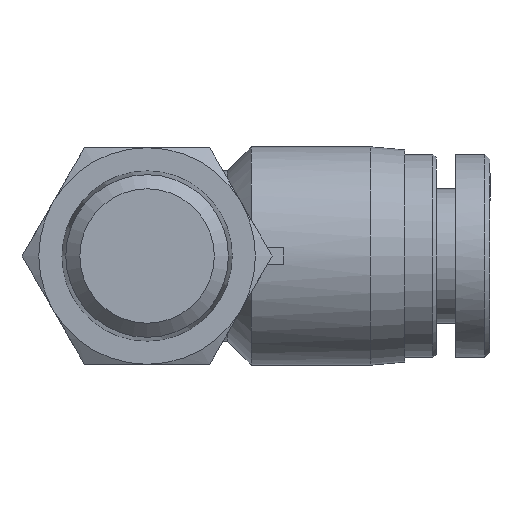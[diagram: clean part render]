
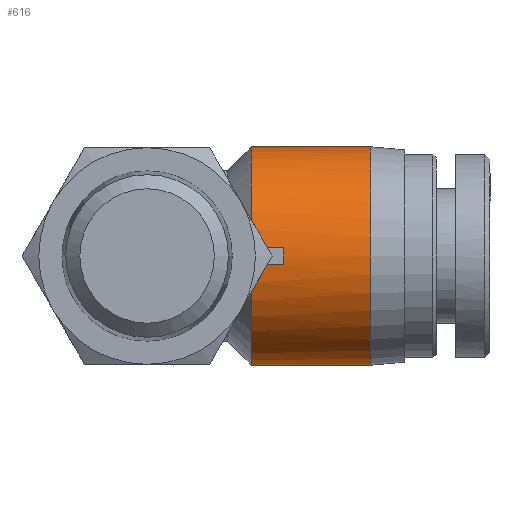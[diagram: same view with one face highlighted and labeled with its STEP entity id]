
A CAD part, front view. The second image highlights one B-rep face of the part: STEP entity #616.
In plain terms, the highlighted cylindrical face has radius 6.4 mm (diameter 12.8 mm), a full revolution.
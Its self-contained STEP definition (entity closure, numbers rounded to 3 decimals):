
#159=CARTESIAN_POINT('',(6.1,-6.38,-0.5));
#160=VERTEX_POINT('',#159);
#174=CARTESIAN_POINT('',(8.,-6.38,-0.5));
#175=VERTEX_POINT('',#174);
#176=CARTESIAN_POINT('',(8.,-6.38,-0.5));
#177=DIRECTION('',(-1.0,0.0,0.0));
#178=VECTOR('',#177,1.9);
#179=LINE('',#176,#178);
#180=EDGE_CURVE('',#175,#160,#179,.T.);
#245=CARTESIAN_POINT('',(8.,-6.38,0.5));
#246=VERTEX_POINT('',#245);
#247=CARTESIAN_POINT('',(8.,-6.4,0.0));
#248=VERTEX_POINT('',#247);
#249=CARTESIAN_POINT('',(8.,0.,0.0));
#250=DIRECTION('',(1.0,0.0,0.0));
#251=DIRECTION('',(0.0,1.0,0.0));
#252=AXIS2_PLACEMENT_3D('',#249,#250,#251);
#253=CIRCLE('',#252,6.4);
#254=EDGE_CURVE('',#246,#248,#253,.T.);
#278=CARTESIAN_POINT('',(8.,0.,0.0));
#279=DIRECTION('',(1.0,0.0,0.0));
#280=DIRECTION('',(0.0,1.0,0.0));
#281=AXIS2_PLACEMENT_3D('',#278,#279,#280);
#282=CIRCLE('',#281,6.4);
#283=EDGE_CURVE('',#248,#175,#282,.T.);
#352=CARTESIAN_POINT('',(6.1,-6.38,0.5));
#353=VERTEX_POINT('',#352);
#354=CARTESIAN_POINT('',(6.1,-6.38,0.5));
#355=DIRECTION('',(1.0,0.0,0.0));
#356=VECTOR('',#355,1.9);
#357=LINE('',#354,#356);
#358=EDGE_CURVE('',#353,#246,#357,.T.);
#553=CARTESIAN_POINT('',(6.1,0.,0.0));
#554=DIRECTION('',(1.0,0.0,0.0));
#555=DIRECTION('',(0.0,1.0,0.0));
#556=AXIS2_PLACEMENT_3D('',#553,#554,#555);
#557=CIRCLE('',#556,6.4);
#558=EDGE_CURVE('',#160,#353,#557,.T.);
#593=CARTESIAN_POINT('',(9.6,0.,0.0));
#594=DIRECTION('',(1.0,0.,0.0));
#595=DIRECTION('',(0.0,1.0,0.0));
#596=AXIS2_PLACEMENT_3D('',#593,#594,#595);
#597=CYLINDRICAL_SURFACE('',#596,6.4);
#598=ORIENTED_EDGE('',*,*,#180,.T.);
#599=ORIENTED_EDGE('',*,*,#558,.T.);
#600=ORIENTED_EDGE('',*,*,#358,.T.);
#601=ORIENTED_EDGE('',*,*,#254,.T.);
#602=ORIENTED_EDGE('',*,*,#283,.T.);
#603=EDGE_LOOP('',(#598,#599,#600,#601,#602));
#604=FACE_OUTER_BOUND('',#603,.T.);
#605=CARTESIAN_POINT('',(13.1,6.4,0.0));
#606=VERTEX_POINT('',#605);
#607=CARTESIAN_POINT('',(13.1,0.,0.0));
#608=DIRECTION('',(1.0,0.0,0.0));
#609=DIRECTION('',(0.0,1.0,0.0));
#610=AXIS2_PLACEMENT_3D('',#607,#608,#609);
#611=CIRCLE('',#610,6.4);
#612=EDGE_CURVE('',#606,#606,#611,.T.);
#613=ORIENTED_EDGE('',*,*,#612,.F.);
#614=EDGE_LOOP('',(#613));
#615=FACE_BOUND('',#614,.T.);
#616=ADVANCED_FACE('',(#604,#615),#597,.T.);
